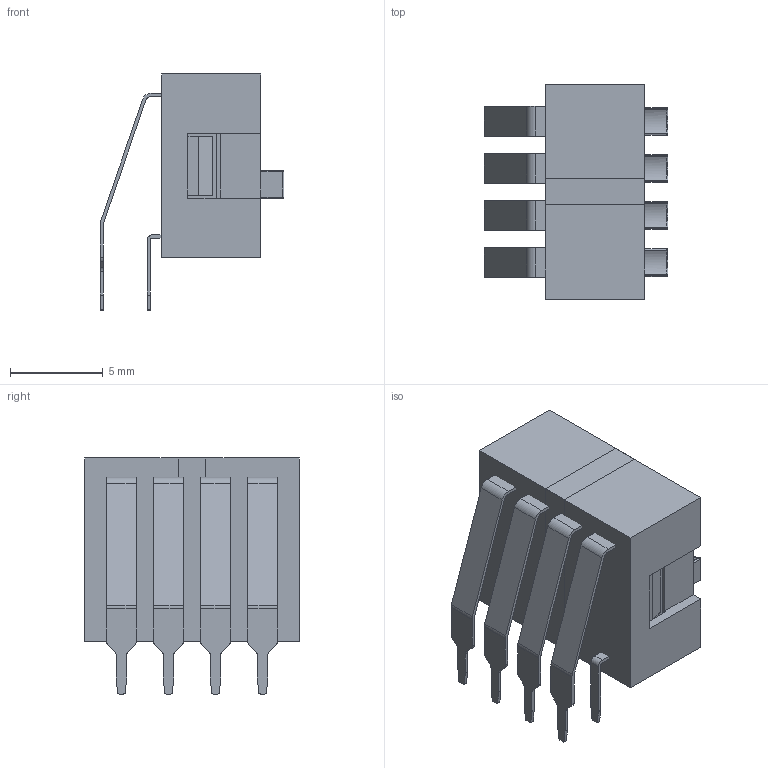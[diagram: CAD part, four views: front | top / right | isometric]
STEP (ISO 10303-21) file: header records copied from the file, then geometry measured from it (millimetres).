
FILE_DESCRIPTION(('FreeCAD Model'),'2;1');
FILE_NAME('Open CASCADE Shape Model','2023-06-27T15:44:45',( 'kicad StepUp'),('ksu MCAD'),'Open CASCADE STEP processor 7.6', 'FreeCAD','Unknown');
FILE_SCHEMA(('AUTOMOTIVE_DESIGN { 1 0 10303 214 1 1 1 1 }'));
Length unit declared in the file: millimetre
Products named in the file (3): SW_DIP_4_THT_90; DIP1; DIP002
Assembly tree (2 placements, depth 2):
  SW_DIP_4_THT_90
    DIP1
    DIP002
Bounding box: 9.92 x 11.58 x 12.74 mm (x, y, z)
Volume: 571 mm3; surface area: 1754.9 mm2
Topology: 10 solids, 14 shells, 1038 faces, 3084 edges, 2032 vertices
Faces by surface type: plane 722, cylinder 276, bspline 16, torus 12, revolution 8, sphere 4
Entity records: 35334 total; most frequent: CARTESIAN_POINT 6961, ORIENTED_EDGE 6160, DIRECTION 5674, EDGE_CURVE 3080, LINE 2344, VECTOR 2344, VERTEX_POINT 2032, AXIS2_PLACEMENT_3D 1661
